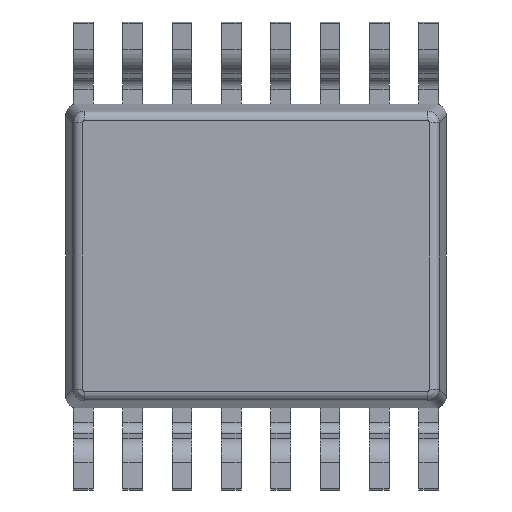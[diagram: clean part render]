
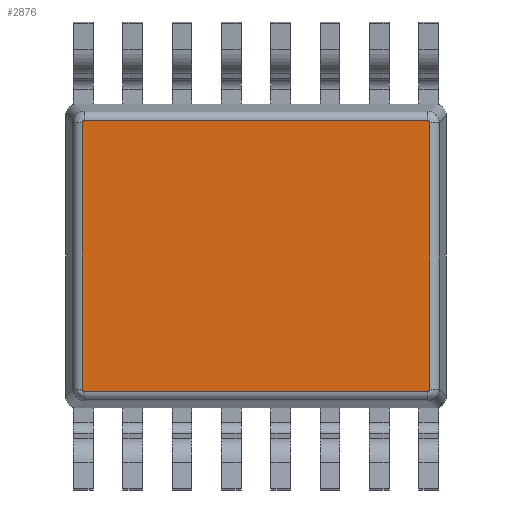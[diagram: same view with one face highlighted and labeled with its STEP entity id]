
A CAD part, front view. The second image highlights one B-rep face of the part: STEP entity #2876.
In plain terms, the highlighted planar face has unit normal (0, -1, 0).
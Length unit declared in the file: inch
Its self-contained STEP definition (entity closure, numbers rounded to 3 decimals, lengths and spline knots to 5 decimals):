
#447=DIRECTION('',(0.,0.,-1.));
#448=VECTOR('',#447,0.135);
#449=CARTESIAN_POINT('',(-0.08798,-0.0325,0.0675));
#450=LINE('',#449,#448);
#504=DIRECTION('',(-1.,0.,0.));
#505=VECTOR('',#504,0.174);
#506=CARTESIAN_POINT('',(0.087,-0.0325,0.06848));
#507=LINE('',#506,#505);
#1194=DIRECTION('',(1.,0.,0.));
#1195=VECTOR('',#1194,0.174);
#1196=CARTESIAN_POINT('',(-0.087,-0.0325,-0.06848));
#1197=LINE('',#1196,#1195);
#1216=CARTESIAN_POINT('',(-0.087,-0.0325,-0.06848));
#1217=CARTESIAN_POINT('',(-0.08703,-0.0325,-0.06848));
#1218=CARTESIAN_POINT('',(-0.08708,-0.0325,-0.06848));
#1219=CARTESIAN_POINT('',(-0.08716,-0.0325,-0.06847));
#1220=CARTESIAN_POINT('',(-0.08723,-0.0325,-0.06846));
#1221=CARTESIAN_POINT('',(-0.08731,-0.0325,-0.06844));
#1222=CARTESIAN_POINT('',(-0.08738,-0.0325,-0.06841));
#1223=CARTESIAN_POINT('',(-0.08745,-0.0325,-0.06838));
#1224=CARTESIAN_POINT('',(-0.08752,-0.0325,-0.06834));
#1225=CARTESIAN_POINT('',(-0.08758,-0.0325,-0.0683));
#1226=CARTESIAN_POINT('',(-0.08764,-0.0325,-0.06825));
#1227=CARTESIAN_POINT('',(-0.0877,-0.0325,-0.0682));
#1228=CARTESIAN_POINT('',(-0.08775,-0.0325,-0.06814));
#1229=CARTESIAN_POINT('',(-0.0878,-0.0325,-0.06808));
#1230=CARTESIAN_POINT('',(-0.08784,-0.0325,-0.06802));
#1231=CARTESIAN_POINT('',(-0.08788,-0.0325,-0.06795));
#1232=CARTESIAN_POINT('',(-0.08791,-0.0325,-0.06788));
#1233=CARTESIAN_POINT('',(-0.08794,-0.0325,-0.06781));
#1234=CARTESIAN_POINT('',(-0.08796,-0.0325,-0.06773));
#1235=CARTESIAN_POINT('',(-0.08797,-0.0325,-0.06766));
#1236=CARTESIAN_POINT('',(-0.08798,-0.0325,-0.06758));
#1237=CARTESIAN_POINT('',(-0.08798,-0.0325,-0.06753));
#1238=CARTESIAN_POINT('',(-0.08798,-0.0325,-0.0675));
#1243=CARTESIAN_POINT('',(-0.08798,-0.0325,0.0675));
#1244=CARTESIAN_POINT('',(-0.08798,-0.0325,0.06753));
#1245=CARTESIAN_POINT('',(-0.08798,-0.0325,0.06758));
#1246=CARTESIAN_POINT('',(-0.08797,-0.0325,0.06766));
#1247=CARTESIAN_POINT('',(-0.08796,-0.0325,0.06773));
#1248=CARTESIAN_POINT('',(-0.08794,-0.0325,0.06781));
#1249=CARTESIAN_POINT('',(-0.08791,-0.0325,0.06788));
#1250=CARTESIAN_POINT('',(-0.08788,-0.0325,0.06795));
#1251=CARTESIAN_POINT('',(-0.08784,-0.0325,0.06802));
#1252=CARTESIAN_POINT('',(-0.0878,-0.0325,0.06808));
#1253=CARTESIAN_POINT('',(-0.08775,-0.0325,0.06814));
#1254=CARTESIAN_POINT('',(-0.0877,-0.0325,0.0682));
#1255=CARTESIAN_POINT('',(-0.08764,-0.0325,0.06825));
#1256=CARTESIAN_POINT('',(-0.08758,-0.0325,0.0683));
#1257=CARTESIAN_POINT('',(-0.08752,-0.0325,0.06834));
#1258=CARTESIAN_POINT('',(-0.08745,-0.0325,0.06838));
#1259=CARTESIAN_POINT('',(-0.08738,-0.0325,0.06841));
#1260=CARTESIAN_POINT('',(-0.08731,-0.0325,0.06844));
#1261=CARTESIAN_POINT('',(-0.08723,-0.0325,0.06846));
#1262=CARTESIAN_POINT('',(-0.08716,-0.0325,0.06847));
#1263=CARTESIAN_POINT('',(-0.08708,-0.0325,0.06848));
#1264=CARTESIAN_POINT('',(-0.08703,-0.0325,0.06848));
#1265=CARTESIAN_POINT('',(-0.087,-0.0325,0.06848));
#1270=CARTESIAN_POINT('',(0.087,-0.0325,0.06848));
#1271=CARTESIAN_POINT('',(0.08703,-0.0325,0.06848));
#1272=CARTESIAN_POINT('',(0.08708,-0.0325,0.06848));
#1273=CARTESIAN_POINT('',(0.08716,-0.0325,0.06847));
#1274=CARTESIAN_POINT('',(0.08723,-0.0325,0.06846));
#1275=CARTESIAN_POINT('',(0.08731,-0.0325,0.06844));
#1276=CARTESIAN_POINT('',(0.08738,-0.0325,0.06841));
#1277=CARTESIAN_POINT('',(0.08745,-0.0325,0.06838));
#1278=CARTESIAN_POINT('',(0.08752,-0.0325,0.06834));
#1279=CARTESIAN_POINT('',(0.08758,-0.0325,0.0683));
#1280=CARTESIAN_POINT('',(0.08764,-0.0325,0.06825));
#1281=CARTESIAN_POINT('',(0.0877,-0.0325,0.0682));
#1282=CARTESIAN_POINT('',(0.08775,-0.0325,0.06814));
#1283=CARTESIAN_POINT('',(0.0878,-0.0325,0.06808));
#1284=CARTESIAN_POINT('',(0.08784,-0.0325,0.06802));
#1285=CARTESIAN_POINT('',(0.08788,-0.0325,0.06795));
#1286=CARTESIAN_POINT('',(0.08791,-0.0325,0.06788));
#1287=CARTESIAN_POINT('',(0.08794,-0.0325,0.06781));
#1288=CARTESIAN_POINT('',(0.08796,-0.0325,0.06773));
#1289=CARTESIAN_POINT('',(0.08797,-0.0325,0.06766));
#1290=CARTESIAN_POINT('',(0.08798,-0.0325,0.06758));
#1291=CARTESIAN_POINT('',(0.08798,-0.0325,0.06753));
#1292=CARTESIAN_POINT('',(0.08798,-0.0325,0.0675));
#1297=CARTESIAN_POINT('',(0.08798,-0.0325,-0.0675));
#1298=CARTESIAN_POINT('',(0.08798,-0.0325,-0.06753));
#1299=CARTESIAN_POINT('',(0.08798,-0.0325,-0.06758));
#1300=CARTESIAN_POINT('',(0.08797,-0.0325,-0.06766));
#1301=CARTESIAN_POINT('',(0.08796,-0.0325,-0.06773));
#1302=CARTESIAN_POINT('',(0.08794,-0.0325,-0.06781));
#1303=CARTESIAN_POINT('',(0.08791,-0.0325,-0.06788));
#1304=CARTESIAN_POINT('',(0.08788,-0.0325,-0.06795));
#1305=CARTESIAN_POINT('',(0.08784,-0.0325,-0.06802));
#1306=CARTESIAN_POINT('',(0.0878,-0.0325,-0.06808));
#1307=CARTESIAN_POINT('',(0.08775,-0.0325,-0.06814));
#1308=CARTESIAN_POINT('',(0.0877,-0.0325,-0.0682));
#1309=CARTESIAN_POINT('',(0.08764,-0.0325,-0.06825));
#1310=CARTESIAN_POINT('',(0.08758,-0.0325,-0.0683));
#1311=CARTESIAN_POINT('',(0.08752,-0.0325,-0.06834));
#1312=CARTESIAN_POINT('',(0.08745,-0.0325,-0.06838));
#1313=CARTESIAN_POINT('',(0.08738,-0.0325,-0.06841));
#1314=CARTESIAN_POINT('',(0.08731,-0.0325,-0.06844));
#1315=CARTESIAN_POINT('',(0.08723,-0.0325,-0.06846));
#1316=CARTESIAN_POINT('',(0.08716,-0.0325,-0.06847));
#1317=CARTESIAN_POINT('',(0.08708,-0.0325,-0.06848));
#1318=CARTESIAN_POINT('',(0.08703,-0.0325,-0.06848));
#1319=CARTESIAN_POINT('',(0.087,-0.0325,-0.06848));
#1374=DIRECTION('',(0.,0.,1.));
#1375=VECTOR('',#1374,0.135);
#1376=CARTESIAN_POINT('',(0.08798,-0.0325,-0.0675));
#1377=LINE('',#1376,#1375);
#1531=CARTESIAN_POINT('',(-0.08798,-0.0325,-0.0675));
#1532=VERTEX_POINT('',#1531);
#1533=VERTEX_POINT('',#1216);
#1540=CARTESIAN_POINT('',(-0.087,-0.0325,0.06848));
#1541=VERTEX_POINT('',#1540);
#1542=VERTEX_POINT('',#1243);
#1549=CARTESIAN_POINT('',(0.08798,-0.0325,0.0675));
#1550=VERTEX_POINT('',#1549);
#1551=VERTEX_POINT('',#1270);
#1558=CARTESIAN_POINT('',(0.087,-0.0325,-0.06848));
#1559=VERTEX_POINT('',#1558);
#1560=VERTEX_POINT('',#1297);
#2858=CARTESIAN_POINT('',(-0.0965,-0.0325,-0.077));
#2859=DIRECTION('',(0.,-1.,0.));
#2860=DIRECTION('',(1.,0.,0.));
#2861=AXIS2_PLACEMENT_3D('',#2858,#2859,#2860);
#2862=PLANE('',#2861);
#2863=ORIENTED_EDGE('',*,*,#1870,.T.);
#2864=ORIENTED_EDGE('',*,*,#1887,.F.);
#2865=ORIENTED_EDGE('',*,*,#1995,.T.);
#2866=ORIENTED_EDGE('',*,*,#2013,.F.);
#2868=ORIENTED_EDGE('',*,*,#2867,.T.);
#2870=ORIENTED_EDGE('',*,*,#2869,.F.);
#2872=ORIENTED_EDGE('',*,*,#2871,.T.);
#2873=ORIENTED_EDGE('',*,*,#2850,.F.);
#2874=EDGE_LOOP('',(#2863,#2864,#2865,#2866,#2868,#2870,#2872,#2873));
#2875=FACE_OUTER_BOUND('',#2874,.F.);
#2876=ADVANCED_FACE('',(#2875),#2862,.T.);
#1239=B_SPLINE_CURVE_WITH_KNOTS('',3,(#1216,#1217,#1218,#1219,#1220,#1221,#1222,
#1223,#1224,#1225,#1226,#1227,#1228,#1229,#1230,#1231,#1232,#1233,#1234,#1235,
#1236,#1237,#1238),.UNSPECIFIED.,.F.,.F.,(4,1,1,1,1,1,1,1,1,1,1,1,1,1,1,1,1,1,1,
1,4),(0.,0.05,0.1,0.15,0.2,0.25,0.3,0.35,0.4,0.45,0.5,
0.55,0.6,0.65,0.7,0.75,0.8,0.85,0.9,0.95,1.),.UNSPECIFIED.);
#1266=B_SPLINE_CURVE_WITH_KNOTS('',3,(#1243,#1244,#1245,#1246,#1247,#1248,#1249,
#1250,#1251,#1252,#1253,#1254,#1255,#1256,#1257,#1258,#1259,#1260,#1261,#1262,
#1263,#1264,#1265),.UNSPECIFIED.,.F.,.F.,(4,1,1,1,1,1,1,1,1,1,1,1,1,1,1,1,1,1,1,
1,4),(0.,0.05,0.1,0.15,0.2,0.25,0.3,0.35,0.4,0.45,0.5,
0.55,0.6,0.65,0.7,0.75,0.8,0.85,0.9,0.95,1.),.UNSPECIFIED.);
#1293=B_SPLINE_CURVE_WITH_KNOTS('',3,(#1270,#1271,#1272,#1273,#1274,#1275,#1276,
#1277,#1278,#1279,#1280,#1281,#1282,#1283,#1284,#1285,#1286,#1287,#1288,#1289,
#1290,#1291,#1292),.UNSPECIFIED.,.F.,.F.,(4,1,1,1,1,1,1,1,1,1,1,1,1,1,1,1,1,1,1,
1,4),(0.,0.05,0.1,0.15,0.2,0.25,0.3,0.35,0.4,0.45,0.5,
0.55,0.6,0.65,0.7,0.75,0.8,0.85,0.9,0.95,1.),.UNSPECIFIED.);
#1320=B_SPLINE_CURVE_WITH_KNOTS('',3,(#1297,#1298,#1299,#1300,#1301,#1302,#1303,
#1304,#1305,#1306,#1307,#1308,#1309,#1310,#1311,#1312,#1313,#1314,#1315,#1316,
#1317,#1318,#1319),.UNSPECIFIED.,.F.,.F.,(4,1,1,1,1,1,1,1,1,1,1,1,1,1,1,1,1,1,1,
1,4),(0.,0.05,0.1,0.15,0.2,0.25,0.3,0.35,0.4,0.45,0.5,
0.55,0.6,0.65,0.7,0.75,0.8,0.85,0.9,0.95,1.),.UNSPECIFIED.);
#1870=EDGE_CURVE('',#1533,#1532,#1239,.T.);
#1887=EDGE_CURVE('',#1542,#1532,#450,.T.);
#1995=EDGE_CURVE('',#1542,#1541,#1266,.T.);
#2013=EDGE_CURVE('',#1551,#1541,#507,.T.);
#2850=EDGE_CURVE('',#1533,#1559,#1197,.T.);
#2867=EDGE_CURVE('',#1551,#1550,#1293,.T.);
#2869=EDGE_CURVE('',#1560,#1550,#1377,.T.);
#2871=EDGE_CURVE('',#1560,#1559,#1320,.T.);
